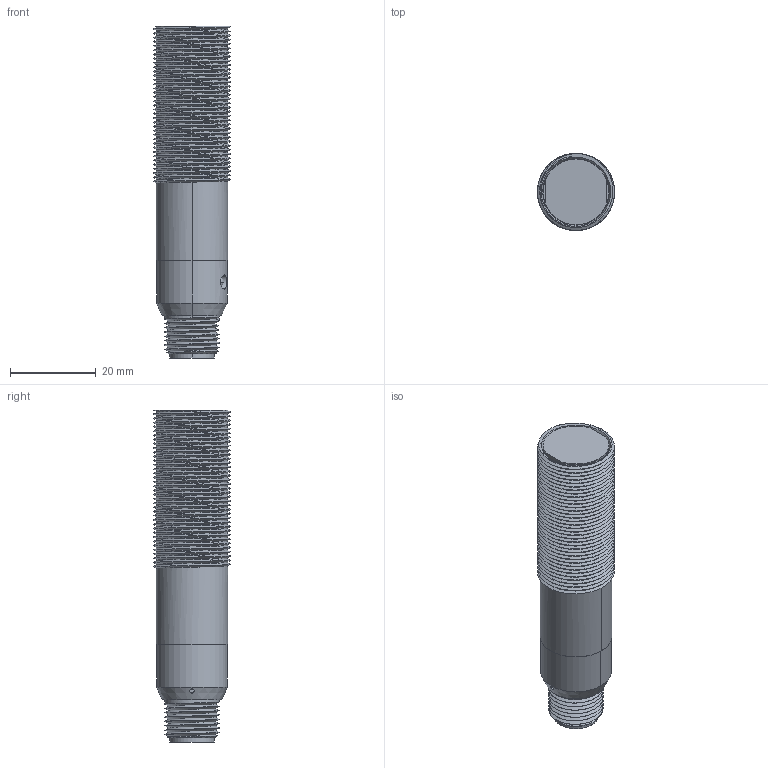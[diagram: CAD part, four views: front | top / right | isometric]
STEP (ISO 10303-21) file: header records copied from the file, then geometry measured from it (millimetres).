
FILE_DESCRIPTION((''),'2;1');
FILE_NAME('155343_SW','2011-02-03T',('banengservice'),('BANNER ENGINEERING'),'PRO/ENGINEER BY PARAMETRIC TECHNOLOGY CORPORATION, 2009141','PRO/ENGINEER BY PARAMETRIC TECHNOLOGY CORPORATION, 2009141','');
FILE_SCHEMA(('CONFIG_CONTROL_DESIGN'));
Length unit declared in the file: inch
Products named in the file (1): 155343_SW
Bounding box: 18.01 x 18.01 x 77.61 mm (x, y, z)
Volume: 5615.5 mm3; surface area: 12051.4 mm2
Topology: 1 solids, 3 shells, 337 faces, 870 edges, 559 vertices
Faces by surface type: cylinder 164, plane 98, bspline 39, cone 20, extrusion 6, torus 4, sphere 4, revolution 2
Entity records: 31350 total; most frequent: CARTESIAN_POINT 23602, ORIENTED_EDGE 1728, DIRECTION 1381, EDGE_CURVE 864, VERTEX_POINT 559, AXIS2_PLACEMENT_3D 497, VECTOR 385, LINE 379
